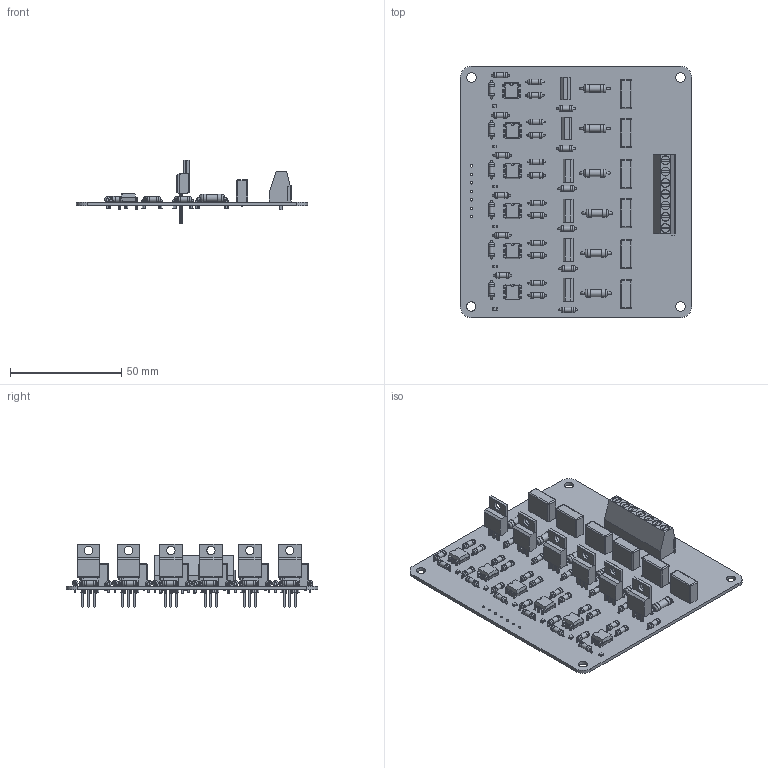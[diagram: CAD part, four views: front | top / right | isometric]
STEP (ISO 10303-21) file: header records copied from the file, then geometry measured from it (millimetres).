
FILE_DESCRIPTION(('KiCad electronic assembly'),'2;1');
FILE_NAME('TRIAC_V1.step','2026-01-15T12:58:02',('Pcbnew'),('Kicad'), 'Open CASCADE STEP processor 7.8','KiCad to STEP converter','Unknown' );
FILE_SCHEMA(('AUTOMOTIVE_DESIGN { 1 0 10303 214 1 1 1 1 }'));
Length unit declared in the file: millimetre
Products named in the file (9): TRIAC_V1 1; R_Axial_DIN0207_L6.3mm_D2.5mm_P7.62mm_Horizontal; R_Axial_DIN0411_L9.9mm_D3.6mm_P12.70mm_Horizontal; LED_0805_2012Metric; C_Rect_L13.0mm_W5.0mm_P10.00mm_FKS3_FKP3_MKS4; DIP-6_W7.62mm; TO-220-3_Vertical; TerminalBlock_Phoenix_MKDS-1,5-7-5.08_1x07_P5.08mm_Horizontal; TRIAC_V1_PCB
Assembly tree (62 placements, depth 2):
  TRIAC_V1 1
    R_Axial_DIN0207_L6.3mm_D2.5mm_P7.62mm_Horizontal  x30
    R_Axial_DIN0411_L9.9mm_D3.6mm_P12.70mm_Horizontal  x6
    LED_0805_2012Metric  x6
    C_Rect_L13.0mm_W5.0mm_P10.00mm_FKS3_FKP3_MKS4  x6
    DIP-6_W7.62mm  x6
    TO-220-3_Vertical  x6
    TerminalBlock_Phoenix_MKDS-1,5-7-5.08_1x07_P5.08mm_Horizontal
    TRIAC_V1_PCB
Bounding box: 104 x 113 x 28.52 mm (x, y, z)
Volume: 30124.7 mm3; surface area: 39565.5 mm2
Topology: 62 solids, 62 shells, 2391 faces, 5733 edges, 3618 vertices
Faces by surface type: plane 1529, cylinder 558, torus 144, bspline 136, sphere 24
Full cylindrical faces by diameter (mm): 0.6 x60, 0.7 x12, 0.8 x120, 1 x12, 1.1 x25, 1.2 x12, 1.3 x7, 2.25 x30, 2.5 x60, 3.24 x6, 3.6 x12, 3.735 x6, 3.8 x7, 4 x7, 4.243 x4
Entity records: 26998 total; most frequent: CARTESIAN_POINT 4582, DIRECTION 3781, ORIENTED_EDGE 3664, EDGE_CURVE 1832, AXIS2_PLACEMENT_3D 1280, LINE 1221, VECTOR 1221, VERTEX_POINT 1172
